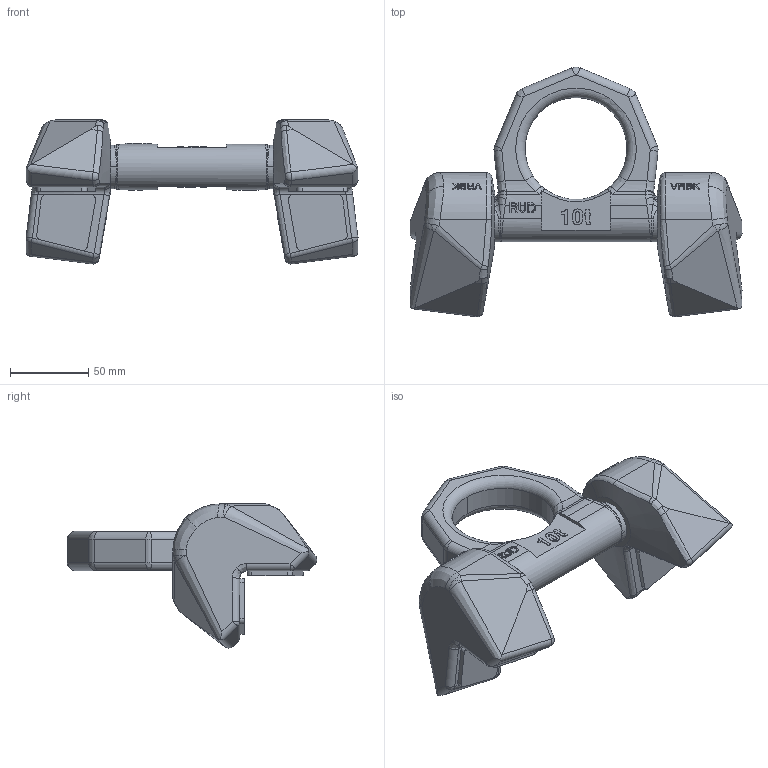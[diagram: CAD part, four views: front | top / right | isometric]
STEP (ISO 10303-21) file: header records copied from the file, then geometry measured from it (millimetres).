
FILE_DESCRIPTION((''),'2;1');
FILE_NAME('001-M34421-P-1_ASM','2019-02-01T',('anja.joas'),(''),'PRO/ENGINEER BY PARAMETRIC TECHNOLOGY CORPORATION, 2011490','PRO/ENGINEER BY PARAMETRIC TECHNOLOGY CORPORATION, 2011490','');
FILE_SCHEMA(('CONFIG_CONTROL_DESIGN'));
Length unit declared in the file: millimetre
Products named in the file (3): 001-M34114-P-1; 001-M35242-P-1; 001-M34421-P-1_ASM
Assembly tree (3 placements, depth 2):
  001-M34421-P-1_ASM
    001-M34114-P-1  x2
    001-M35242-P-1
Bounding box: 211.9 x 159.32 x 91.92 mm (x, y, z)
Volume: 583300.6 mm3; surface area: 78117.6 mm2
Topology: 3 solids, 3 shells, 792 faces, 2111 edges, 1349 vertices
Faces by surface type: plane 475, bspline 134, cylinder 103, extrusion 50, sphere 12, torus 10, cone 8
Entity records: 22851 total; most frequent: CARTESIAN_POINT 8445, ORIENTED_EDGE 3302, DIRECTION 2473, EDGE_CURVE 1651, VERTEX_POINT 1056, VECTOR 1021, LINE 971, AXIS2_PLACEMENT_3D 726
